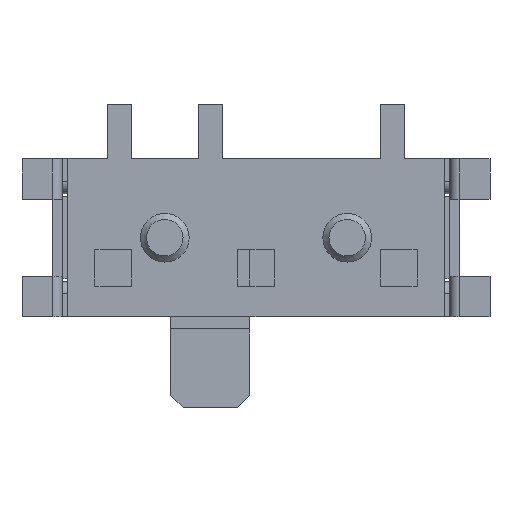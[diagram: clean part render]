
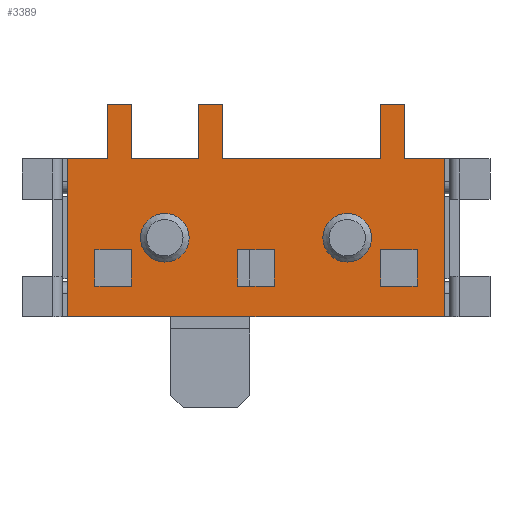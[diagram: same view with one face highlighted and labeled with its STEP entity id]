
A CAD part, front view. The second image highlights one B-rep face of the part: STEP entity #3389.
In plain terms, the highlighted planar face has unit normal (0, -1, 0).
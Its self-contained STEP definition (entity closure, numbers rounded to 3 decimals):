
#48=FACE_BOUND('',#513,.T.);
#49=FACE_BOUND('',#514,.T.);
#50=FACE_BOUND('',#515,.T.);
#51=FACE_BOUND('',#516,.T.);
#52=FACE_BOUND('',#517,.T.);
#122=CIRCLE('',#3618,0.4);
#123=CIRCLE('',#3619,0.4);
#201=PLANE('',#3617);
#347=FACE_OUTER_BOUND('',#512,.T.);
#512=EDGE_LOOP('',(#2828,#2829,#2830,#2831,#2832,#2833,#2834,#2835,#2836,
#2837,#2838,#2839,#2840,#2841,#2842,#2843));
#513=EDGE_LOOP('',(#2844));
#514=EDGE_LOOP('',(#2845));
#515=EDGE_LOOP('',(#2846,#2847,#2848,#2849));
#516=EDGE_LOOP('',(#2850,#2851,#2852,#2853));
#517=EDGE_LOOP('',(#2854,#2855,#2856,#2857));
#646=LINE('',#4758,#1080);
#655=LINE('',#4786,#1089);
#661=LINE('',#4804,#1095);
#681=LINE('',#4848,#1115);
#782=LINE('',#5068,#1216);
#787=LINE('',#5077,#1221);
#792=LINE('',#5087,#1226);
#794=LINE('',#5093,#1228);
#797=LINE('',#5100,#1231);
#803=LINE('',#5115,#1237);
#806=LINE('',#5123,#1240);
#859=LINE('',#5230,#1293);
#869=LINE('',#5253,#1303);
#871=LINE('',#5257,#1305);
#890=LINE('',#5296,#1324);
#895=LINE('',#5306,#1329);
#921=LINE('',#5350,#1355);
#924=LINE('',#5356,#1358);
#927=LINE('',#5360,#1361);
#932=LINE('',#5367,#1366);
#951=LINE('',#5403,#1385);
#955=LINE('',#5412,#1389);
#956=LINE('',#5413,#1390);
#957=LINE('',#5419,#1391);
#958=LINE('',#5420,#1392);
#959=LINE('',#5422,#1393);
#960=LINE('',#5424,#1394);
#961=LINE('',#5425,#1395);
#1080=VECTOR('',#3827,1000.);
#1089=VECTOR('',#3852,1000.);
#1095=VECTOR('',#3866,1000.);
#1115=VECTOR('',#3890,1000.);
#1216=VECTOR('',#4043,1000.);
#1221=VECTOR('',#4050,1000.);
#1226=VECTOR('',#4059,1000.);
#1228=VECTOR('',#4063,1000.);
#1231=VECTOR('',#4068,1000.);
#1237=VECTOR('',#4082,1000.);
#1240=VECTOR('',#4089,1000.);
#1293=VECTOR('',#4176,1000.);
#1303=VECTOR('',#4196,1000.);
#1305=VECTOR('',#4200,1000.);
#1324=VECTOR('',#4239,1000.);
#1329=VECTOR('',#4250,1000.);
#1355=VECTOR('',#4276,1000.);
#1358=VECTOR('',#4279,1000.);
#1361=VECTOR('',#4282,1000.);
#1366=VECTOR('',#4289,1000.);
#1385=VECTOR('',#4328,1000.);
#1389=VECTOR('',#4338,1000.);
#1390=VECTOR('',#4339,1000.);
#1391=VECTOR('',#4344,1000.);
#1392=VECTOR('',#4345,1000.);
#1393=VECTOR('',#4346,1000.);
#1394=VECTOR('',#4347,1000.);
#1395=VECTOR('',#4348,1000.);
#1527=VERTEX_POINT('',#4755);
#1528=VERTEX_POINT('',#4757);
#1536=VERTEX_POINT('',#4779);
#1539=VERTEX_POINT('',#4784);
#1544=VERTEX_POINT('',#4797);
#1547=VERTEX_POINT('',#4802);
#1568=VERTEX_POINT('',#4845);
#1569=VERTEX_POINT('',#4847);
#1661=VERTEX_POINT('',#5065);
#1662=VERTEX_POINT('',#5067);
#1664=VERTEX_POINT('',#5073);
#1665=VERTEX_POINT('',#5075);
#1668=VERTEX_POINT('',#5085);
#1670=VERTEX_POINT('',#5090);
#1671=VERTEX_POINT('',#5092);
#1673=VERTEX_POINT('',#5098);
#1674=VERTEX_POINT('',#5099);
#1679=VERTEX_POINT('',#5113);
#1682=VERTEX_POINT('',#5122);
#1728=VERTEX_POINT('',#5256);
#1738=VERTEX_POINT('',#5295);
#1740=VERTEX_POINT('',#5305);
#1760=VERTEX_POINT('',#5353);
#1761=VERTEX_POINT('',#5355);
#1770=VERTEX_POINT('',#5401);
#1773=VERTEX_POINT('',#5414);
#1774=VERTEX_POINT('',#5416);
#1775=VERTEX_POINT('',#5418);
#1776=VERTEX_POINT('',#5421);
#1777=VERTEX_POINT('',#5423);
#1856=EDGE_CURVE('',#1527,#1528,#646,.T.);
#1870=EDGE_CURVE('',#1536,#1539,#655,.T.);
#1878=EDGE_CURVE('',#1544,#1547,#661,.T.);
#1899=EDGE_CURVE('',#1568,#1569,#681,.T.);
#2008=EDGE_CURVE('',#1661,#1662,#782,.T.);
#2013=EDGE_CURVE('',#1664,#1665,#787,.T.);
#2018=EDGE_CURVE('',#1668,#1664,#792,.T.);
#2020=EDGE_CURVE('',#1670,#1671,#794,.T.);
#2023=EDGE_CURVE('',#1673,#1674,#797,.T.);
#2031=EDGE_CURVE('',#1665,#1679,#803,.T.);
#2035=EDGE_CURVE('',#1682,#1569,#806,.T.);
#2095=EDGE_CURVE('',#1679,#1668,#859,.T.);
#2107=EDGE_CURVE('',#1674,#1527,#869,.T.);
#2109=EDGE_CURVE('',#1728,#1661,#871,.T.);
#2131=EDGE_CURVE('',#1671,#1738,#890,.T.);
#2136=EDGE_CURVE('',#1528,#1740,#895,.T.);
#2162=EDGE_CURVE('',#1682,#1728,#921,.T.);
#2165=EDGE_CURVE('',#1760,#1761,#924,.T.);
#2168=EDGE_CURVE('',#1738,#1673,#927,.T.);
#2173=EDGE_CURVE('',#1740,#1568,#932,.T.);
#2193=EDGE_CURVE('',#1770,#1544,#951,.T.);
#2197=EDGE_CURVE('',#1761,#1670,#955,.T.);
#2198=EDGE_CURVE('',#1662,#1760,#956,.T.);
#2199=EDGE_CURVE('',#1773,#1773,#122,.T.);
#2200=EDGE_CURVE('',#1774,#1774,#123,.T.);
#2201=EDGE_CURVE('',#1547,#1775,#957,.T.);
#2202=EDGE_CURVE('',#1775,#1770,#958,.T.);
#2203=EDGE_CURVE('',#1776,#1536,#959,.T.);
#2204=EDGE_CURVE('',#1539,#1777,#960,.T.);
#2205=EDGE_CURVE('',#1777,#1776,#961,.T.);
#2828=ORIENTED_EDGE('',*,*,#2035,.T.);
#2829=ORIENTED_EDGE('',*,*,#1899,.F.);
#2830=ORIENTED_EDGE('',*,*,#2173,.F.);
#2831=ORIENTED_EDGE('',*,*,#2136,.F.);
#2832=ORIENTED_EDGE('',*,*,#1856,.F.);
#2833=ORIENTED_EDGE('',*,*,#2107,.F.);
#2834=ORIENTED_EDGE('',*,*,#2023,.F.);
#2835=ORIENTED_EDGE('',*,*,#2168,.F.);
#2836=ORIENTED_EDGE('',*,*,#2131,.F.);
#2837=ORIENTED_EDGE('',*,*,#2020,.F.);
#2838=ORIENTED_EDGE('',*,*,#2197,.F.);
#2839=ORIENTED_EDGE('',*,*,#2165,.F.);
#2840=ORIENTED_EDGE('',*,*,#2198,.F.);
#2841=ORIENTED_EDGE('',*,*,#2008,.F.);
#2842=ORIENTED_EDGE('',*,*,#2109,.F.);
#2843=ORIENTED_EDGE('',*,*,#2162,.F.);
#2844=ORIENTED_EDGE('',*,*,#2199,.F.);
#2845=ORIENTED_EDGE('',*,*,#2200,.F.);
#2846=ORIENTED_EDGE('',*,*,#2013,.T.);
#2847=ORIENTED_EDGE('',*,*,#2031,.T.);
#2848=ORIENTED_EDGE('',*,*,#2095,.T.);
#2849=ORIENTED_EDGE('',*,*,#2018,.T.);
#2850=ORIENTED_EDGE('',*,*,#1878,.T.);
#2851=ORIENTED_EDGE('',*,*,#2201,.T.);
#2852=ORIENTED_EDGE('',*,*,#2202,.T.);
#2853=ORIENTED_EDGE('',*,*,#2193,.T.);
#2854=ORIENTED_EDGE('',*,*,#2203,.T.);
#2855=ORIENTED_EDGE('',*,*,#1870,.T.);
#2856=ORIENTED_EDGE('',*,*,#2204,.T.);
#2857=ORIENTED_EDGE('',*,*,#2205,.T.);
#3389=ADVANCED_FACE('',(#347,#48,#49,#50,#51,#52),#201,.F.);
#3617=AXIS2_PLACEMENT_3D('',#5411,#4336,#4337);
#3618=AXIS2_PLACEMENT_3D('',#5415,#4340,#4341);
#3619=AXIS2_PLACEMENT_3D('',#5417,#4342,#4343);
#3827=DIRECTION('',(0.,0.,-1.));
#3852=DIRECTION('',(1.,0.,0.));
#3866=DIRECTION('',(0.,0.,1.));
#3890=DIRECTION('',(-1.,0.,0.));
#4043=DIRECTION('',(1.,0.,0.));
#4050=DIRECTION('',(0.,0.,1.));
#4059=DIRECTION('',(-1.,0.,0.));
#4063=DIRECTION('',(1.,0.,0.));
#4068=DIRECTION('',(0.,0.,1.));
#4082=DIRECTION('',(1.,0.,0.));
#4089=DIRECTION('',(0.,0.,-1.));
#4176=DIRECTION('',(0.,0.,-1.));
#4196=DIRECTION('',(1.,0.,0.));
#4200=DIRECTION('',(0.,0.,1.));
#4239=DIRECTION('',(0.,0.,-1.));
#4250=DIRECTION('',(1.,0.,0.));
#4276=DIRECTION('',(1.,0.,0.));
#4279=DIRECTION('',(1.,0.,0.));
#4282=DIRECTION('',(1.,0.,0.));
#4289=DIRECTION('',(0.,0.,-1.));
#4328=DIRECTION('',(-1.,0.,0.));
#4336=DIRECTION('center_axis',(0.,1.,0.));
#4337=DIRECTION('ref_axis',(1.,0.,0.));
#4338=DIRECTION('',(0.,0.,1.));
#4339=DIRECTION('',(0.,0.,-1.));
#4340=DIRECTION('center_axis',(0.,-1.,0.));
#4341=DIRECTION('ref_axis',(-1.,0.,0.));
#4342=DIRECTION('center_axis',(0.,-1.,0.));
#4343=DIRECTION('ref_axis',(-1.,0.,0.));
#4344=DIRECTION('',(1.,0.,0.));
#4345=DIRECTION('',(0.,0.,-1.));
#4346=DIRECTION('',(0.,0.,1.));
#4347=DIRECTION('',(0.,0.,-1.));
#4348=DIRECTION('',(-1.,0.,0.));
#4755=CARTESIAN_POINT('',(2.45,0.,2.2));
#4757=CARTESIAN_POINT('',(2.45,0.,1.3));
#4758=CARTESIAN_POINT('',(2.45,0.,2.2));
#4779=CARTESIAN_POINT('',(2.05,0.,-0.195));
#4784=CARTESIAN_POINT('',(2.65,0.,-0.195));
#4786=CARTESIAN_POINT('',(2.05,0.,-0.195));
#4797=CARTESIAN_POINT('',(-2.65,0.,-0.795));
#4802=CARTESIAN_POINT('',(-2.65,0.,-0.195));
#4804=CARTESIAN_POINT('',(-2.65,0.,-0.795));
#4845=CARTESIAN_POINT('',(3.1,0.,-1.3));
#4847=CARTESIAN_POINT('',(-3.1,0.,-1.3));
#4848=CARTESIAN_POINT('',(3.1,0.,-1.3));
#5065=CARTESIAN_POINT('',(-2.45,0.,2.2));
#5067=CARTESIAN_POINT('',(-2.05,0.,2.2));
#5068=CARTESIAN_POINT('',(-2.45,0.,2.2));
#5073=CARTESIAN_POINT('',(-0.3,0.,-0.795));
#5075=CARTESIAN_POINT('',(-0.3,0.,-0.195));
#5077=CARTESIAN_POINT('',(-0.3,0.,-0.795));
#5085=CARTESIAN_POINT('',(0.3,0.,-0.795));
#5087=CARTESIAN_POINT('',(0.3,0.,-0.795));
#5090=CARTESIAN_POINT('',(-0.95,0.,2.2));
#5092=CARTESIAN_POINT('',(-0.55,0.,2.2));
#5093=CARTESIAN_POINT('',(-0.95,0.,2.2));
#5098=CARTESIAN_POINT('',(2.05,0.,1.3));
#5099=CARTESIAN_POINT('',(2.05,0.,2.2));
#5100=CARTESIAN_POINT('',(2.05,0.,1.3));
#5113=CARTESIAN_POINT('',(0.3,0.,-0.195));
#5115=CARTESIAN_POINT('',(-0.3,0.,-0.195));
#5122=CARTESIAN_POINT('',(-3.1,0.,1.3));
#5123=CARTESIAN_POINT('',(-3.1,0.,1.3));
#5230=CARTESIAN_POINT('',(0.3,0.,-0.195));
#5253=CARTESIAN_POINT('',(2.05,0.,2.2));
#5256=CARTESIAN_POINT('',(-2.45,0.,1.3));
#5257=CARTESIAN_POINT('',(-2.45,0.,1.3));
#5295=CARTESIAN_POINT('',(-0.55,0.,1.3));
#5296=CARTESIAN_POINT('',(-0.55,0.,2.2));
#5305=CARTESIAN_POINT('',(3.1,0.,1.3));
#5306=CARTESIAN_POINT('',(2.45,0.,1.3));
#5350=CARTESIAN_POINT('',(-3.1,0.,1.3));
#5353=CARTESIAN_POINT('',(-2.05,0.,1.3));
#5355=CARTESIAN_POINT('',(-0.95,0.,1.3));
#5356=CARTESIAN_POINT('',(-2.05,0.,1.3));
#5360=CARTESIAN_POINT('',(-0.55,0.,1.3));
#5367=CARTESIAN_POINT('',(3.1,0.,1.3));
#5401=CARTESIAN_POINT('',(-2.05,0.,-0.795));
#5403=CARTESIAN_POINT('',(-2.05,0.,-0.795));
#5411=CARTESIAN_POINT('Origin',(0.,0.,0.));
#5412=CARTESIAN_POINT('',(-0.95,0.,1.3));
#5413=CARTESIAN_POINT('',(-2.05,0.,2.2));
#5414=CARTESIAN_POINT('',(1.1,0.,0.));
#5415=CARTESIAN_POINT('Origin',(1.5,0.,0.));
#5416=CARTESIAN_POINT('',(-1.9,0.,0.));
#5417=CARTESIAN_POINT('Origin',(-1.5,0.,0.));
#5418=CARTESIAN_POINT('',(-2.05,0.,-0.195));
#5419=CARTESIAN_POINT('',(-2.65,0.,-0.195));
#5420=CARTESIAN_POINT('',(-2.05,0.,-0.195));
#5421=CARTESIAN_POINT('',(2.05,0.,-0.795));
#5422=CARTESIAN_POINT('',(2.05,0.,-0.795));
#5423=CARTESIAN_POINT('',(2.65,0.,-0.795));
#5424=CARTESIAN_POINT('',(2.65,0.,-0.195));
#5425=CARTESIAN_POINT('',(2.65,0.,-0.795));
